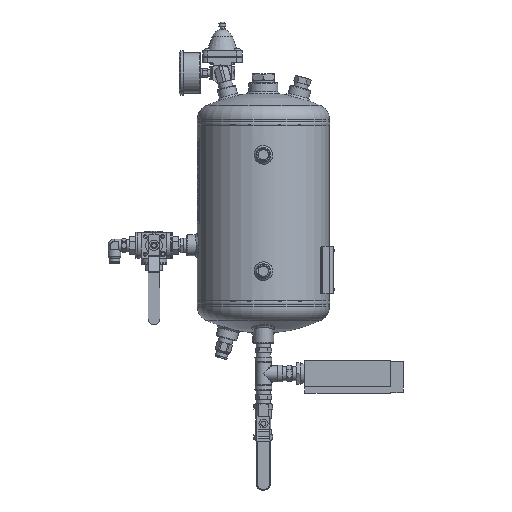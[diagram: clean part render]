
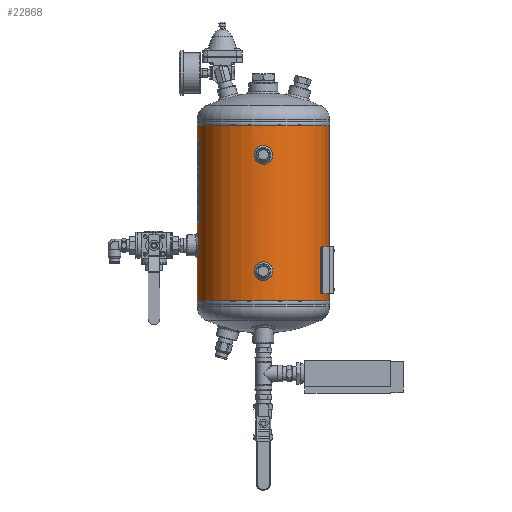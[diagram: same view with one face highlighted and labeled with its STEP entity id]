
A CAD part, front view. The second image highlights one B-rep face of the part: STEP entity #22868.
In plain terms, the highlighted cylindrical face has radius 100 mm (diameter 200 mm), a partial arc.
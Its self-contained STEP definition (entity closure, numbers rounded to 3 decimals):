
#1573=B_SPLINE_CURVE_WITH_KNOTS('',3,(#40105,#40106,#40107,#40108,#40109,
#40110,#40111,#40112,#40113,#40114,#40115,#40116,#40117,#40118,#40119,#40120,
#40121,#40122,#40123),.UNSPECIFIED.,.T.,.F.,(1,1,1,1,1,1,1,1,1,1,1,1,1,
1,1,1,1,1,1,1,1,1,1),(-0.012,-0.008,-0.004,
0.,0.004,0.008,0.012,0.016,
0.02,0.023,0.027,0.031,
0.035,0.039,0.043,0.047,
0.051,0.055,0.059,0.063,
0.066,0.07,0.074),.UNSPECIFIED.);
#1574=B_SPLINE_CURVE_WITH_KNOTS('',3,(#40125,#40126,#40127,#40128,#40129,
#40130,#40131,#40132,#40133,#40134,#40135,#40136,#40137,#40138,#40139,#40140,
#40141,#40142,#40143),.UNSPECIFIED.,.T.,.F.,(1,1,1,1,1,1,1,1,1,1,1,1,1,
1,1,1,1,1,1,1,1,1,1),(-0.012,-0.008,-0.004,
0.,0.004,0.008,0.012,
0.016,0.02,0.023,0.027,
0.031,0.035,0.039,0.043,
0.047,0.051,0.055,0.059,
0.063,0.066,0.07,0.074),
 .UNSPECIFIED.);
#1575=B_SPLINE_CURVE_WITH_KNOTS('',3,(#40145,#40146,#40147,#40148,#40149,
#40150,#40151,#40152,#40153,#40154,#40155,#40156,#40157,#40158,#40159,#40160,
#40161,#40162,#40163),.UNSPECIFIED.,.T.,.F.,(1,1,1,1,1,1,1,1,1,1,1,1,1,
1,1,1,1,1,1,1,1,1,1),(-0.018,-0.012,-0.006,
0.,0.006,0.012,0.018,0.023,
0.029,0.035,0.041,0.047,
0.053,0.059,0.065,0.07,
0.076,0.082,0.088,0.094,
0.1,0.106,0.112),.UNSPECIFIED.);
#2579=LINE('',#40165,#3758);
#2580=LINE('',#40170,#3759);
#3758=VECTOR('',#33719,1000.);
#3759=VECTOR('',#33722,1000.);
#4942=ORIENTED_EDGE('',*,*,#11466,.T.);
#4943=ORIENTED_EDGE('',*,*,#11467,.T.);
#4944=ORIENTED_EDGE('',*,*,#11468,.T.);
#4945=ORIENTED_EDGE('',*,*,#11469,.T.);
#4946=ORIENTED_EDGE('',*,*,#11470,.T.);
#4947=ORIENTED_EDGE('',*,*,#11471,.F.);
#4948=ORIENTED_EDGE('',*,*,#11472,.F.);
#11466=EDGE_CURVE('',#14728,#14728,#1573,.T.);
#11467=EDGE_CURVE('',#14729,#14729,#1574,.T.);
#11468=EDGE_CURVE('',#14730,#14730,#1575,.T.);
#11469=EDGE_CURVE('',#14731,#14732,#2579,.T.);
#11470=EDGE_CURVE('',#14732,#14733,#16984,.T.);
#11471=EDGE_CURVE('',#14734,#14733,#2580,.T.);
#11472=EDGE_CURVE('',#14731,#14734,#16985,.T.);
#14728=VERTEX_POINT('',#40124);
#14729=VERTEX_POINT('',#40144);
#14730=VERTEX_POINT('',#40164);
#14731=VERTEX_POINT('',#40166);
#14732=VERTEX_POINT('',#40167);
#14733=VERTEX_POINT('',#40169);
#14734=VERTEX_POINT('',#40171);
#16984=CIRCLE('',#31138,100.);
#16985=CIRCLE('',#31139,100.);
#18041=EDGE_LOOP('',(#4942));
#18042=EDGE_LOOP('',(#4943));
#18043=EDGE_LOOP('',(#4944));
#18044=EDGE_LOOP('',(#4945,#4946,#4947,#4948));
#20264=FACE_BOUND('',#18041,.T.);
#20265=FACE_BOUND('',#18042,.T.);
#20266=FACE_BOUND('',#18043,.T.);
#20267=FACE_BOUND('',#18044,.T.);
#22488=CYLINDRICAL_SURFACE('',#31137,100.);
#22868=ADVANCED_FACE('',(#20264,#20265,#20266,#20267),#22488,.T.);
#31137=AXIS2_PLACEMENT_3D('',#40104,#33717,#33718);
#31138=AXIS2_PLACEMENT_3D('',#40168,#33720,#33721);
#31139=AXIS2_PLACEMENT_3D('',#40172,#33723,#33724);
#33717=DIRECTION('',(0.,-1.,0.));
#33718=DIRECTION('',(0.,0.,-1.));
#33719=DIRECTION('',(0.,-1.,0.));
#33720=DIRECTION('',(0.,1.,0.));
#33721=DIRECTION('',(1.,0.,0.));
#33722=DIRECTION('',(0.,-1.,0.));
#33723=DIRECTION('',(0.,1.,0.));
#33724=DIRECTION('',(1.,0.,0.));
#40104=CARTESIAN_POINT('',(0.,265.,0.));
#40105=CARTESIAN_POINT('',(-9.473,48.444,-99.554));
#40106=CARTESIAN_POINT('',(-10.262,44.497,-99.471));
#40107=CARTESIAN_POINT('',(-9.477,40.569,-99.553));
#40108=CARTESIAN_POINT('',(-7.254,37.244,-99.75));
#40109=CARTESIAN_POINT('',(-3.93,35.023,-99.946));
#40110=CARTESIAN_POINT('',(-0.006,34.24,-100.027));
#40111=CARTESIAN_POINT('',(3.922,35.019,-99.946));
#40112=CARTESIAN_POINT('',(7.252,37.242,-99.75));
#40113=CARTESIAN_POINT('',(9.478,40.57,-99.553));
#40114=CARTESIAN_POINT('',(10.26,44.496,-99.472));
#40115=CARTESIAN_POINT('',(9.481,48.422,-99.553));
#40116=CARTESIAN_POINT('',(7.262,51.747,-99.749));
#40117=CARTESIAN_POINT('',(3.94,53.974,-99.945));
#40118=CARTESIAN_POINT('',(0.01,54.761,-100.027));
#40119=CARTESIAN_POINT('',(-3.923,53.981,-99.946));
#40120=CARTESIAN_POINT('',(-7.249,51.759,-99.75));
#40121=CARTESIAN_POINT('',(-9.473,48.444,-99.554));
#40122=CARTESIAN_POINT('',(-10.262,44.497,-99.471));
#40123=CARTESIAN_POINT('',(-9.477,40.569,-99.553));
#40124=CARTESIAN_POINT('',(-10.,44.5,-99.499));
#40125=CARTESIAN_POINT('',(3.944,229.973,-99.945));
#40126=CARTESIAN_POINT('',(-0.003,230.762,-100.027));
#40127=CARTESIAN_POINT('',(-3.931,229.977,-99.946));
#40128=CARTESIAN_POINT('',(-7.256,227.754,-99.75));
#40129=CARTESIAN_POINT('',(-9.477,224.43,-99.553));
#40130=CARTESIAN_POINT('',(-10.26,220.506,-99.472));
#40131=CARTESIAN_POINT('',(-9.481,216.578,-99.553));
#40132=CARTESIAN_POINT('',(-7.258,213.248,-99.75));
#40133=CARTESIAN_POINT('',(-3.93,211.022,-99.946));
#40134=CARTESIAN_POINT('',(-0.004,210.24,-100.027));
#40135=CARTESIAN_POINT('',(3.922,211.019,-99.946));
#40136=CARTESIAN_POINT('',(7.247,213.238,-99.75));
#40137=CARTESIAN_POINT('',(9.474,216.56,-99.554));
#40138=CARTESIAN_POINT('',(10.261,220.49,-99.471));
#40139=CARTESIAN_POINT('',(9.481,224.423,-99.553));
#40140=CARTESIAN_POINT('',(7.259,227.749,-99.749));
#40141=CARTESIAN_POINT('',(3.944,229.973,-99.945));
#40142=CARTESIAN_POINT('',(-0.003,230.762,-100.027));
#40143=CARTESIAN_POINT('',(-3.931,229.977,-99.946));
#40144=CARTESIAN_POINT('',(0.,230.5,-100.));
#40145=CARTESIAN_POINT('',(-98.994,187.429,14.208));
#40146=CARTESIAN_POINT('',(-98.806,181.503,15.395));
#40147=CARTESIAN_POINT('',(-98.993,175.608,14.214));
#40148=CARTESIAN_POINT('',(-99.436,170.625,10.88));
#40149=CARTESIAN_POINT('',(-99.878,167.295,5.9));
#40150=CARTESIAN_POINT('',(-100.061,166.117,0.009));
#40151=CARTESIAN_POINT('',(-99.879,167.288,-5.887));
#40152=CARTESIAN_POINT('',(-99.437,170.623,-10.879));
#40153=CARTESIAN_POINT('',(-98.992,175.61,-14.215));
#40154=CARTESIAN_POINT('',(-98.807,181.503,-15.391));
#40155=CARTESIAN_POINT('',(-98.992,187.396,-14.219));
#40156=CARTESIAN_POINT('',(-99.435,192.379,-10.892));
#40157=CARTESIAN_POINT('',(-99.877,195.718,-5.914));
#40158=CARTESIAN_POINT('',(-100.061,196.901,-0.013));
#40159=CARTESIAN_POINT('',(-99.878,195.728,5.889));
#40160=CARTESIAN_POINT('',(-99.437,192.395,10.874));
#40161=CARTESIAN_POINT('',(-98.994,187.429,14.208));
#40162=CARTESIAN_POINT('',(-98.806,181.503,15.395));
#40163=CARTESIAN_POINT('',(-98.993,175.608,14.214));
#40164=CARTESIAN_POINT('',(-98.869,181.508,15.));
#40165=CARTESIAN_POINT('',(0.254,265.,100.));
#40166=CARTESIAN_POINT('',(0.254,265.,100.));
#40167=CARTESIAN_POINT('',(0.254,0.,100.));
#40168=CARTESIAN_POINT('',(0.,0.,0.));
#40169=CARTESIAN_POINT('',(-0.254,0.,100.));
#40170=CARTESIAN_POINT('',(-0.254,265.,100.));
#40171=CARTESIAN_POINT('',(-0.254,265.,100.));
#40172=CARTESIAN_POINT('',(0.,265.,0.));
